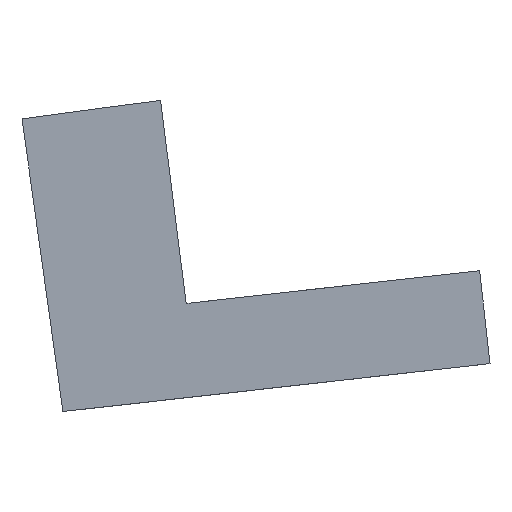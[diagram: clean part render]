
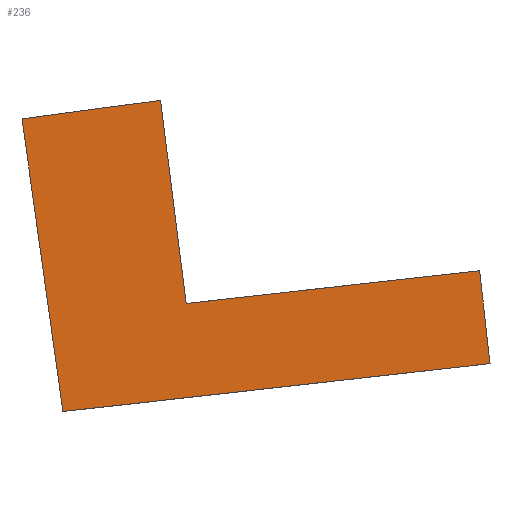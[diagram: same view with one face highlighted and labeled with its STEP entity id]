
A CAD part, front view. The second image highlights one B-rep face of the part: STEP entity #236.
In plain terms, the highlighted planar face has unit normal (0, -1, 0).
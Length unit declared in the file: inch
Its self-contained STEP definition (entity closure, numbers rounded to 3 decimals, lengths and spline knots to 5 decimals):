
#28=PLANE('',#270);
#40=FACE_OUTER_BOUND('',#58,.T.);
#58=EDGE_LOOP('',(#214,#215,#216,#217,#218,#219,#220));
#64=LINE('',#361,#86);
#67=LINE('',#367,#89);
#71=LINE('',#379,#93);
#74=LINE('',#385,#96);
#77=LINE('',#391,#99);
#80=LINE('',#395,#102);
#86=VECTOR('',#298,0.3937);
#89=VECTOR('',#303,0.3937);
#93=VECTOR('',#315,0.3937);
#96=VECTOR('',#320,0.3937);
#99=VECTOR('',#325,0.3937);
#102=VECTOR('',#330,0.3937);
#110=CIRCLE('',#264,9.012);
#119=VERTEX_POINT('',#358);
#120=VERTEX_POINT('',#360);
#122=VERTEX_POINT('',#366);
#124=VERTEX_POINT('',#372);
#126=VERTEX_POINT('',#378);
#128=VERTEX_POINT('',#384);
#130=VERTEX_POINT('',#390);
#142=EDGE_CURVE('',#120,#119,#64,.T.);
#145=EDGE_CURVE('',#122,#120,#67,.T.);
#148=EDGE_CURVE('',#124,#122,#110,.T.);
#151=EDGE_CURVE('',#126,#124,#71,.T.);
#154=EDGE_CURVE('',#128,#126,#74,.T.);
#157=EDGE_CURVE('',#130,#128,#77,.T.);
#160=EDGE_CURVE('',#119,#130,#80,.T.);
#214=ORIENTED_EDGE('',*,*,#160,.T.);
#215=ORIENTED_EDGE('',*,*,#157,.T.);
#216=ORIENTED_EDGE('',*,*,#154,.T.);
#217=ORIENTED_EDGE('',*,*,#151,.T.);
#218=ORIENTED_EDGE('',*,*,#148,.T.);
#219=ORIENTED_EDGE('',*,*,#145,.T.);
#220=ORIENTED_EDGE('',*,*,#142,.T.);
#236=ADVANCED_FACE('',(#40),#28,.F.);
#264=AXIS2_PLACEMENT_3D('',#373,#309,#310);
#270=AXIS2_PLACEMENT_3D('',#397,#333,#334);
#298=DIRECTION('',(0.994,0.,0.111));
#303=DIRECTION('',(0.138,0.,-0.99));
#309=DIRECTION('center_axis',(0.,-1.,0.));
#310=DIRECTION('ref_axis',(-0.138,0.,0.99));
#315=DIRECTION('',(-0.125,0.,0.992));
#320=DIRECTION('',(-0.992,0.,-0.125));
#325=DIRECTION('',(-0.994,0.,-0.111));
#330=DIRECTION('',(-0.111,0.,0.994));
#333=DIRECTION('center_axis',(0.,1.,0.));
#334=DIRECTION('ref_axis',(-1.,0.,0.));
#358=CARTESIAN_POINT('',(-0.84793,-1.265,-0.37114));
#360=CARTESIAN_POINT('',(-1.21313,-1.265,-0.4121));
#361=CARTESIAN_POINT('',(-0.84793,-1.265,-0.37114));
#366=CARTESIAN_POINT('',(-1.24813,-1.265,-0.16185));
#367=CARTESIAN_POINT('',(-1.24813,-1.265,-0.16185));
#372=CARTESIAN_POINT('',(-1.12964,-1.265,-0.14608));
#373=CARTESIAN_POINT('Origin',(0.,-1.265,-9.087));
#378=CARTESIAN_POINT('',(-1.10775,-1.265,-0.3197));
#379=CARTESIAN_POINT('',(-1.10775,-1.265,-0.3197));
#384=CARTESIAN_POINT('',(-1.10527,-1.265,-0.31939));
#385=CARTESIAN_POINT('',(-1.10527,-1.265,-0.31939));
#390=CARTESIAN_POINT('',(-0.85681,-1.265,-0.29164));
#391=CARTESIAN_POINT('',(-0.85681,-1.265,-0.29164));
#395=CARTESIAN_POINT('',(-0.85681,-1.265,-0.29164));
#397=CARTESIAN_POINT('Origin',(-1.04803,-1.265,-0.27909));
